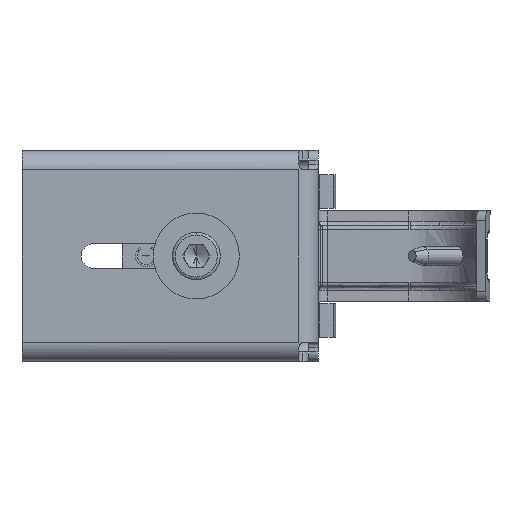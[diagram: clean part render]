
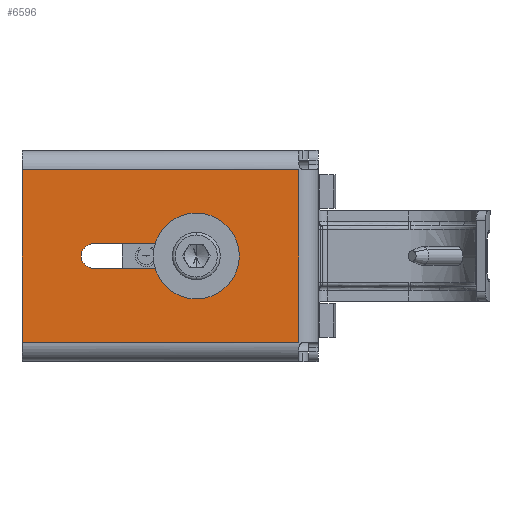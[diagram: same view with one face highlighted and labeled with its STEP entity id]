
A CAD part, front view. The second image highlights one B-rep face of the part: STEP entity #6596.
In plain terms, the highlighted planar face has unit normal (0, -1, 0).
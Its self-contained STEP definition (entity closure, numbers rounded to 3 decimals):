
#165 = CARTESIAN_POINT ( 'NONE',  ( 22., 0., 0. ) ) ;
#316 = EDGE_CURVE ( 'NONE', #17487, #3093, #6147, .T. ) ;
#748 = VECTOR ( 'NONE', #9414, 1000. ) ;
#1624 = VECTOR ( 'NONE', #18480, 1000. ) ;
#2702 = VERTEX_POINT ( 'NONE', #20535 ) ;
#2870 = EDGE_CURVE ( 'NONE', #3304, #2702, #13737, .T. ) ;
#3093 = VERTEX_POINT ( 'NONE', #8315 ) ;
#3304 = VERTEX_POINT ( 'NONE', #4100 ) ;
#3571 = DIRECTION ( 'NONE',  ( 0., 1., 0. ) ) ;
#3661 = PLANE ( 'NONE',  #14272 ) ;
#3667 = DIRECTION ( 'NONE',  ( -1., 0., 0. ) ) ;
#4095 = VERTEX_POINT ( 'NONE', #16424 ) ;
#4100 = CARTESIAN_POINT ( 'NONE',  ( 47., 0., 2.6 ) ) ;
#4175 = ORIENTED_EDGE ( 'NONE', *, *, #11230, .T. ) ;
#4478 = AXIS2_PLACEMENT_3D ( 'NONE', #10432, #3571, #7061 ) ;
#4851 = CARTESIAN_POINT ( 'NONE',  ( 62., 0., 22.1 ) ) ;
#5129 = VECTOR ( 'NONE', #22644, 1000. ) ;
#6072 = CIRCLE ( 'NONE', #22044, 2.6 ) ;
#6143 = ORIENTED_EDGE ( 'NONE', *, *, #18224, .T. ) ;
#6147 = LINE ( 'NONE', #4851, #1624 ) ;
#6223 = LINE ( 'NONE', #11676, #20037 ) ;
#6596 = ADVANCED_FACE ( 'NONE', ( #8996, #8662 ), #3661, .T. ) ;
#6842 = VERTEX_POINT ( 'NONE', #8184 ) ;
#6859 = CARTESIAN_POINT ( 'NONE',  ( 22., 0., -2.6 ) ) ;
#6906 = AXIS2_PLACEMENT_3D ( 'NONE', #165, #19699, #3667 ) ;
#6919 = DIRECTION ( 'NONE',  ( 0., -1., 0. ) ) ;
#7061 = DIRECTION ( 'NONE',  ( -1., 0., 0. ) ) ;
#7619 = ORIENTED_EDGE ( 'NONE', *, *, #14912, .T. ) ;
#7663 = EDGE_LOOP ( 'NONE', ( #7941, #14116, #22505, #12379 ) ) ;
#7771 = DIRECTION ( 'NONE',  ( 0., 1., 0. ) ) ;
#7783 = CARTESIAN_POINT ( 'NONE',  ( 4., 0., 22.1 ) ) ;
#7941 = ORIENTED_EDGE ( 'NONE', *, *, #19910, .T. ) ;
#8184 = CARTESIAN_POINT ( 'NONE',  ( 4., 0., 18.1 ) ) ;
#8315 = CARTESIAN_POINT ( 'NONE',  ( 62., 0., -18.1 ) ) ;
#8364 = ORIENTED_EDGE ( 'NONE', *, *, #2870, .T. ) ;
#8493 = LINE ( 'NONE', #15539, #5129 ) ;
#8662 = FACE_OUTER_BOUND ( 'NONE', #7663, .T. ) ;
#8791 = VERTEX_POINT ( 'NONE', #13133 ) ;
#8932 = DIRECTION ( 'NONE',  ( 1., 0., 0. ) ) ;
#8996 = FACE_BOUND ( 'NONE', #17330, .T. ) ;
#9063 = VECTOR ( 'NONE', #10789, 1000. ) ;
#9414 = DIRECTION ( 'NONE',  ( 0., 0., -1. ) ) ;
#9819 = VECTOR ( 'NONE', #8932, 1000. ) ;
#10349 = CARTESIAN_POINT ( 'NONE',  ( 22., 0., 2.6 ) ) ;
#10432 = CARTESIAN_POINT ( 'NONE',  ( 47., 0., 0. ) ) ;
#10685 = LINE ( 'NONE', #17762, #9063 ) ;
#10789 = DIRECTION ( 'NONE',  ( -1., 0., 0. ) ) ;
#11131 = EDGE_CURVE ( 'NONE', #2702, #16107, #10685, .T. ) ;
#11230 = EDGE_CURVE ( 'NONE', #16107, #8791, #6072, .T. ) ;
#11254 = CARTESIAN_POINT ( 'NONE',  ( 22., 0., 2.6 ) ) ;
#11676 = CARTESIAN_POINT ( 'NONE',  ( 4., 0., -18.1 ) ) ;
#12379 = ORIENTED_EDGE ( 'NONE', *, *, #19377, .T. ) ;
#12651 = LINE ( 'NONE', #7783, #748 ) ;
#13133 = CARTESIAN_POINT ( 'NONE',  ( 19.4, 0., 0. ) ) ;
#13429 = CARTESIAN_POINT ( 'NONE',  ( 22., 0., 0. ) ) ;
#13737 = CIRCLE ( 'NONE', #4478, 2.6 ) ;
#14116 = ORIENTED_EDGE ( 'NONE', *, *, #20354, .T. ) ;
#14272 = AXIS2_PLACEMENT_3D ( 'NONE', #16064, #6919, #21099 ) ;
#14912 = EDGE_CURVE ( 'NONE', #16240, #3304, #17520, .T. ) ;
#14937 = DIRECTION ( 'NONE',  ( -1., 0., 0. ) ) ;
#15539 = CARTESIAN_POINT ( 'NONE',  ( 62., 0., 18.1 ) ) ;
#16064 = CARTESIAN_POINT ( 'NONE',  ( 62., 0., 22.1 ) ) ;
#16107 = VERTEX_POINT ( 'NONE', #6859 ) ;
#16240 = VERTEX_POINT ( 'NONE', #11254 ) ;
#16424 = CARTESIAN_POINT ( 'NONE',  ( 4., 0., -18.1 ) ) ;
#16909 = CIRCLE ( 'NONE', #6906, 2.6 ) ;
#17330 = EDGE_LOOP ( 'NONE', ( #4175, #6143, #7619, #8364, #18753 ) ) ;
#17487 = VERTEX_POINT ( 'NONE', #20667 ) ;
#17520 = LINE ( 'NONE', #10349, #9819 ) ;
#17762 = CARTESIAN_POINT ( 'NONE',  ( 22., 0., -2.6 ) ) ;
#18224 = EDGE_CURVE ( 'NONE', #8791, #16240, #16909, .T. ) ;
#18480 = DIRECTION ( 'NONE',  ( 0., 0., -1. ) ) ;
#18753 = ORIENTED_EDGE ( 'NONE', *, *, #11131, .T. ) ;
#19377 = EDGE_CURVE ( 'NONE', #17487, #6842, #8493, .T. ) ;
#19699 = DIRECTION ( 'NONE',  ( 0., 1., 0. ) ) ;
#19910 = EDGE_CURVE ( 'NONE', #6842, #4095, #12651, .T. ) ;
#20037 = VECTOR ( 'NONE', #20403, 1000. ) ;
#20354 = EDGE_CURVE ( 'NONE', #4095, #3093, #6223, .T. ) ;
#20403 = DIRECTION ( 'NONE',  ( 1., 0., 0. ) ) ;
#20535 = CARTESIAN_POINT ( 'NONE',  ( 47., 0., -2.6 ) ) ;
#20667 = CARTESIAN_POINT ( 'NONE',  ( 62., 0., 18.1 ) ) ;
#21099 = DIRECTION ( 'NONE',  ( 1., 0., 0. ) ) ;
#22044 = AXIS2_PLACEMENT_3D ( 'NONE', #13429, #7771, #14937 ) ;
#22505 = ORIENTED_EDGE ( 'NONE', *, *, #316, .F. ) ;
#22644 = DIRECTION ( 'NONE',  ( -1., 0., 0. ) ) ;
